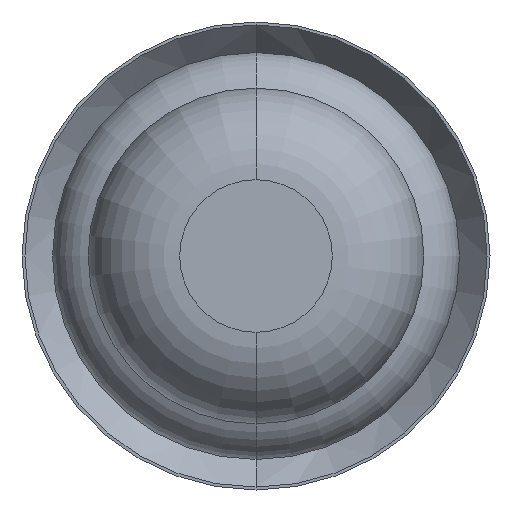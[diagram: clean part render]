
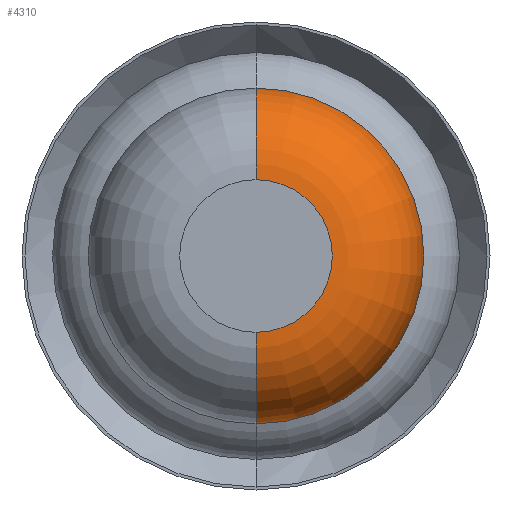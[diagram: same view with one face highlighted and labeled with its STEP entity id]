
A CAD part, front view. The second image highlights one B-rep face of the part: STEP entity #4310.
In plain terms, the highlighted toroidal (fillet/blend) face has major radius 0.375 mm and minor radius 0.45 mm.
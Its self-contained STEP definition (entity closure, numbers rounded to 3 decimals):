
#10 = DIRECTION ( 'NONE',  ( -1., 0., 0. ) ) ;
#26 = FACE_OUTER_BOUND ( 'NONE', #3384, .T. ) ;
#816 = ORIENTED_EDGE ( 'NONE', *, *, #972, .F. ) ;
#817 = CARTESIAN_POINT ( 'NONE',  ( 0., -26.95, 0.375 ) ) ;
#972 = EDGE_CURVE ( 'NONE', #2438, #2506, #3416, .T. ) ;
#1085 = DIRECTION ( 'NONE',  ( 0., 0., 1. ) ) ;
#1106 = CARTESIAN_POINT ( 'NONE',  ( 0., -26.95, 0.825 ) ) ;
#1162 = AXIS2_PLACEMENT_3D ( 'NONE', #1758, #4243, #2613 ) ;
#1217 = DIRECTION ( 'NONE',  ( 0., 0., 1. ) ) ;
#1313 = EDGE_CURVE ( 'NONE', #4222, #2857, #4701, .T. ) ;
#1319 = AXIS2_PLACEMENT_3D ( 'NONE', #1559, #3233, #1217 ) ;
#1559 = CARTESIAN_POINT ( 'NONE',  ( 0., -26.95, 0. ) ) ;
#1609 = ORIENTED_EDGE ( 'NONE', *, *, #1313, .T. ) ;
#1758 = CARTESIAN_POINT ( 'NONE',  ( 0., -27.4, 0. ) ) ;
#1802 = DIRECTION ( 'NONE',  ( 1., 0., 0. ) ) ;
#1814 = AXIS2_PLACEMENT_3D ( 'NONE', #3178, #3616, #1085 ) ;
#1928 = CARTESIAN_POINT ( 'NONE',  ( 0., -27.4, 0.375 ) ) ;
#2207 = DIRECTION ( 'NONE',  ( 0., 0., -1. ) ) ;
#2438 = VERTEX_POINT ( 'NONE', #1928 ) ;
#2506 = VERTEX_POINT ( 'NONE', #1106 ) ;
#2520 = AXIS2_PLACEMENT_3D ( 'NONE', #4672, #1802, #2207 ) ;
#2613 = DIRECTION ( 'NONE',  ( 0., 0., 1. ) ) ;
#2741 = EDGE_CURVE ( 'Defeature ausgef�hrt2_8+Defeature ausgef�hrt2_7+Defeature ausgef�hrt2_7+Defeature ausgef�hrt2_7', #2506, #2857, #3059, .T. ) ;
#2857 = VERTEX_POINT ( 'NONE', #3272 ) ;
#3059 = CIRCLE ( 'NONE', #1814, 0.825 ) ;
#3065 = TOROIDAL_SURFACE ( 'NONE', #1319, 0.375, 0.45 ) ;
#3178 = CARTESIAN_POINT ( 'NONE',  ( 0., -26.95, 0. ) ) ;
#3233 = DIRECTION ( 'NONE',  ( 0., 1., 0. ) ) ;
#3272 = CARTESIAN_POINT ( 'NONE',  ( 0., -26.95, -0.825 ) ) ;
#3384 = EDGE_LOOP ( 'NONE', ( #4808, #1609, #3867, #816 ) ) ;
#3416 = CIRCLE ( 'NONE', #4013, 0.45 ) ;
#3616 = DIRECTION ( 'NONE',  ( 0., 1., 0. ) ) ;
#3749 = DIRECTION ( 'NONE',  ( 0., 0., 1. ) ) ;
#3867 = ORIENTED_EDGE ( 'NONE', *, *, #2741, .F. ) ;
#4013 = AXIS2_PLACEMENT_3D ( 'NONE', #817, #10, #3749 ) ;
#4020 = EDGE_CURVE ( 'Defeature ausgef�hrt2_7+Defeature ausgef�hrt2_6+Defeature ausgef�hrt2_6+Defeature ausgef�hrt2_6', #2438, #4222, #5319, .T. ) ;
#4222 = VERTEX_POINT ( 'NONE', #5387 ) ;
#4243 = DIRECTION ( 'NONE',  ( 0., 1., 0. ) ) ;
#4310 = ADVANCED_FACE ( 'Defeature ausgef�hrt2_7', ( #26 ), #3065, .T. ) ;
#4672 = CARTESIAN_POINT ( 'NONE',  ( 0., -26.95, -0.375 ) ) ;
#4701 = CIRCLE ( 'NONE', #2520, 0.45 ) ;
#4808 = ORIENTED_EDGE ( 'NONE', *, *, #4020, .T. ) ;
#5319 = CIRCLE ( 'NONE', #1162, 0.375 ) ;
#5387 = CARTESIAN_POINT ( 'NONE',  ( 0., -27.4, -0.375 ) ) ;
